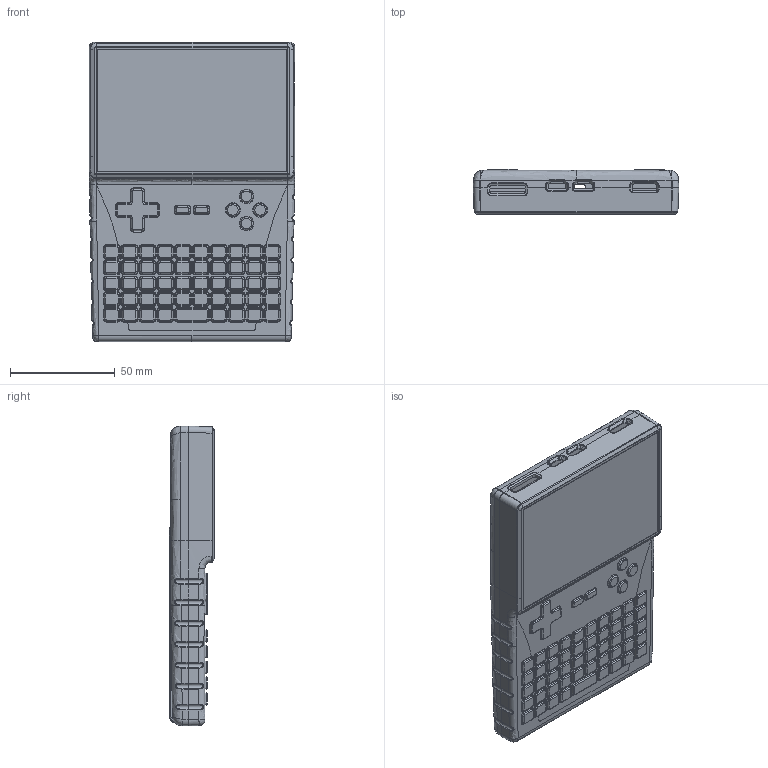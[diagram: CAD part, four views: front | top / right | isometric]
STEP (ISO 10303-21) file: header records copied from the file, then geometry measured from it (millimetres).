
FILE_DESCRIPTION(/* description */ (''),/* implementation_level */ '2;1');
FILE_NAME(/* name */ 'Interrupt Case 3.1A.step',/* time_stamp */ '2025-08-21T23:19:17-05:00',/* author */ (''),/* organization */ (''),/* preprocessor_version */ 'ST-DEVELOPER v20.1',/* originating_system */ 'Autodesk Translation Framework v14.10.0.0',/* authorisation */ '');
FILE_SCHEMA (('AUTOMOTIVE_DESIGN { 1 0 10303 214 3 1 1 }'));
Products named in the file (8): 2025-08-21-23-12-26-926; 2025-08-21-23-13-46-218; 2025-08-21-23-14-15-941; 2025-08-21-23-14-31-223; 2025-08-21-23-14-42-763; 2025-08-21-23-14-52-369; 2025-08-21-23-15-05-339; 2025-08-21-23-15-21-365
Assembly tree (7 placements, depth 2):
  2025-08-21-23-12-26-926
    2025-08-21-23-13-46-218
    2025-08-21-23-14-15-941
    2025-08-21-23-14-31-223
    2025-08-21-23-14-42-763
    2025-08-21-23-14-52-369
    2025-08-21-23-15-05-339
    2025-08-21-23-15-21-365
Bounding box: 98 x 21.6 x 143 mm (x, y, z)
Volume: 92071.1 mm3; surface area: 131074.5 mm2
Topology: 7 solids, 7 shells, 3220 faces, 7905 edges, 4854 vertices
Faces by surface type: cylinder 1407, plane 1079, bspline 494, torus 228, sphere 8, cone 4
Full cylindrical faces by diameter (mm): 2.7 x7, 4.6 x4, 5 x59, 6 x4, 6.4 x4
Entity records: 128560 total; most frequent: CARTESIAN_POINT 52277, DIRECTION 16192, ORIENTED_EDGE 15794, EDGE_CURVE 7897, AXIS2_PLACEMENT_3D 6044, VERTEX_POINT 4854, LINE 4104, VECTOR 4104
